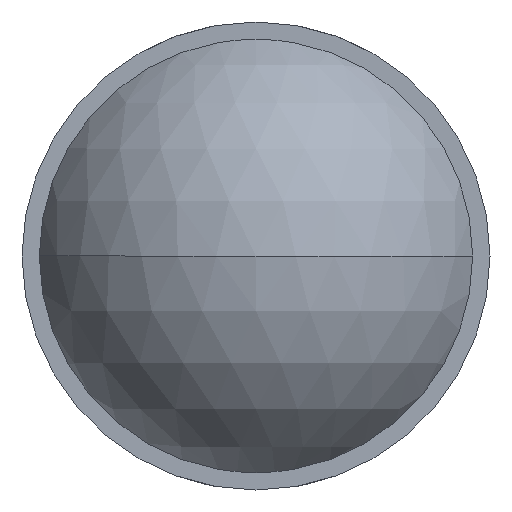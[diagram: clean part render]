
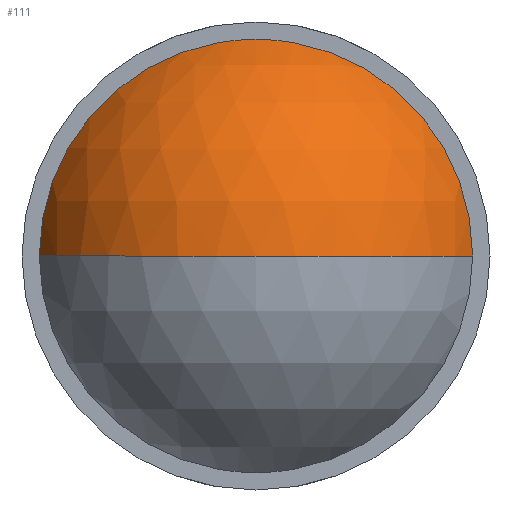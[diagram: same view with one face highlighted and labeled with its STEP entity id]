
A CAD part, left-side view. The second image highlights one B-rep face of the part: STEP entity #111.
In plain terms, the highlighted spherical face has radius 1.876 mm.
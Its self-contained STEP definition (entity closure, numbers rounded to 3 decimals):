
#27 = CARTESIAN_POINT ( 'NONE',  ( -4.2, 0., 0. ) ) ;
#30 = DIRECTION ( 'NONE',  ( 0., 0., -1. ) ) ;
#33 = EDGE_CURVE ( 'NONE', #145, #329, #280, .T. ) ;
#35 = AXIS2_PLACEMENT_3D ( 'NONE', #224, #125, #147 ) ;
#46 = CARTESIAN_POINT ( 'NONE',  ( -3., 0., 0. ) ) ;
#55 = DIRECTION ( 'NONE',  ( 0., -1., 0. ) ) ;
#68 = FACE_OUTER_BOUND ( 'NONE', #322, .T. ) ;
#70 = ORIENTED_EDGE ( 'NONE', *, *, #265, .F. ) ;
#90 = CARTESIAN_POINT ( 'NONE',  ( -3., 1.75, 0. ) ) ;
#105 = DIRECTION ( 'NONE',  ( 0., -1., 0. ) ) ;
#111 = ADVANCED_FACE ( 'NONE', ( #68 ), #138, .T. ) ;
#113 = CARTESIAN_POINT ( 'NONE',  ( -2.324, 0., 0. ) ) ;
#125 = DIRECTION ( 'NONE',  ( 0., 0., 1. ) ) ;
#138 = SPHERICAL_SURFACE ( 'NONE', #35, 1.876 ) ;
#145 = VERTEX_POINT ( 'NONE', #90 ) ;
#147 = DIRECTION ( 'NONE',  ( 0., -1., 0. ) ) ;
#157 = VERTEX_POINT ( 'NONE', #274 ) ;
#163 = AXIS2_PLACEMENT_3D ( 'NONE', #113, #30, #264 ) ;
#175 = EDGE_CURVE ( 'NONE', #157, #145, #241, .T. ) ;
#194 = ORIENTED_EDGE ( 'NONE', *, *, #33, .T. ) ;
#224 = CARTESIAN_POINT ( 'NONE',  ( -2.324, 0., 0. ) ) ;
#230 = AXIS2_PLACEMENT_3D ( 'NONE', #46, #256, #105 ) ;
#238 = DIRECTION ( 'NONE',  ( 0., 0., 1. ) ) ;
#241 = CIRCLE ( 'NONE', #230, 1.75 ) ;
#256 = DIRECTION ( 'NONE',  ( -1., 0., 0. ) ) ;
#264 = DIRECTION ( 'NONE',  ( -1., 0., 0. ) ) ;
#265 = EDGE_CURVE ( 'NONE', #157, #329, #324, .T. ) ;
#272 = ORIENTED_EDGE ( 'NONE', *, *, #175, .T. ) ;
#274 = CARTESIAN_POINT ( 'NONE',  ( -3., -1.75, 0. ) ) ;
#280 = CIRCLE ( 'NONE', #316, 1.876 ) ;
#294 = CARTESIAN_POINT ( 'NONE',  ( -2.324, 0., 0. ) ) ;
#316 = AXIS2_PLACEMENT_3D ( 'NONE', #294, #238, #55 ) ;
#322 = EDGE_LOOP ( 'NONE', ( #272, #194, #70 ) ) ;
#324 = CIRCLE ( 'NONE', #163, 1.876 ) ;
#329 = VERTEX_POINT ( 'NONE', #27 ) ;
